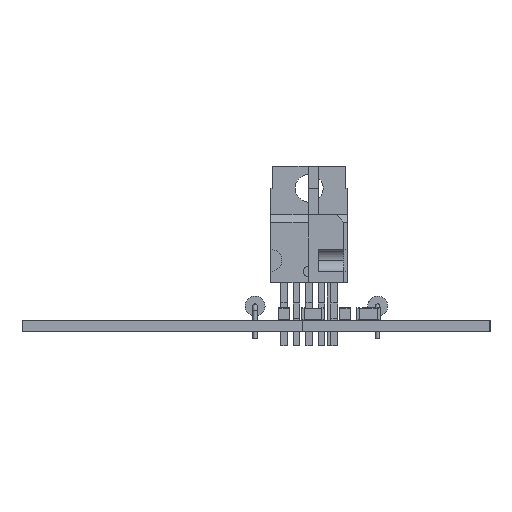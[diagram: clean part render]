
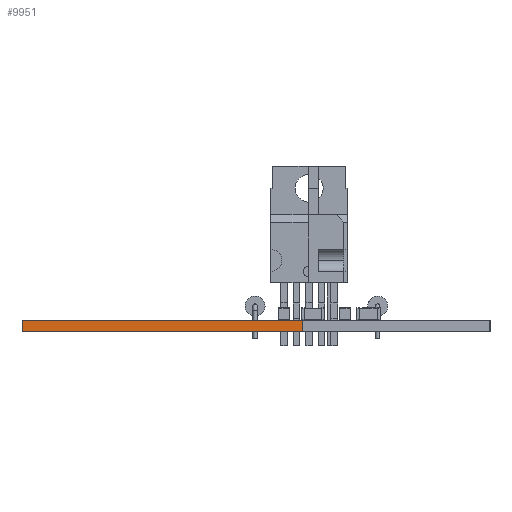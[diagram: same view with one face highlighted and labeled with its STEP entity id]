
A CAD part, left-side view. The second image highlights one B-rep face of the part: STEP entity #9951.
In plain terms, the highlighted planar face has unit normal (-1, 0, 0).
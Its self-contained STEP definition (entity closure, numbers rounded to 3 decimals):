
#9770 = PLANE('',#9771);
#9771 = AXIS2_PLACEMENT_3D('',#9772,#9773,#9774);
#9772 = CARTESIAN_POINT('',(127.,-25.4,0.));
#9773 = DIRECTION('',(0.,-1.,0.));
#9774 = DIRECTION('',(-1.,0.,0.));
#9795 = VERTEX_POINT('',#9796);
#9796 = CARTESIAN_POINT('',(25.4,-25.4,1.6));
#9810 = PLANE('',#9811);
#9811 = AXIS2_PLACEMENT_3D('',#9812,#9813,#9814);
#9812 = CARTESIAN_POINT('',(76.2,-57.15,1.6));
#9813 = DIRECTION('',(0.,0.,1.));
#9814 = DIRECTION('',(1.,0.,0.));
#9822 = EDGE_CURVE('',#9823,#9795,#9825,.T.);
#9823 = VERTEX_POINT('',#9824);
#9824 = CARTESIAN_POINT('',(25.4,-25.4,0.));
#9825 = SURFACE_CURVE('',#9826,(#9830,#9837),.PCURVE_S1.);
#9826 = LINE('',#9827,#9828);
#9827 = CARTESIAN_POINT('',(25.4,-25.4,0.));
#9828 = VECTOR('',#9829,1.);
#9829 = DIRECTION('',(0.,0.,1.));
#9830 = PCURVE('',#9770,#9831);
#9831 = DEFINITIONAL_REPRESENTATION('',(#9832),#9836);
#9832 = LINE('',#9833,#9834);
#9833 = CARTESIAN_POINT('',(101.6,0.));
#9834 = VECTOR('',#9835,1.);
#9835 = DIRECTION('',(0.,-1.));
#9836 = ( GEOMETRIC_REPRESENTATION_CONTEXT(2) 
PARAMETRIC_REPRESENTATION_CONTEXT() REPRESENTATION_CONTEXT('2D SPACE',''
  ) );
#9837 = PCURVE('',#9838,#9843);
#9838 = PLANE('',#9839);
#9839 = AXIS2_PLACEMENT_3D('',#9840,#9841,#9842);
#9840 = CARTESIAN_POINT('',(25.4,-25.4,0.));
#9841 = DIRECTION('',(1.,0.,0.));
#9842 = DIRECTION('',(0.,-1.,0.));
#9843 = DEFINITIONAL_REPRESENTATION('',(#9844),#9848);
#9844 = LINE('',#9845,#9846);
#9845 = CARTESIAN_POINT('',(0.,0.));
#9846 = VECTOR('',#9847,1.);
#9847 = DIRECTION('',(0.,-1.));
#9848 = ( GEOMETRIC_REPRESENTATION_CONTEXT(2) 
PARAMETRIC_REPRESENTATION_CONTEXT() REPRESENTATION_CONTEXT('2D SPACE',''
  ) );
#9864 = PLANE('',#9865);
#9865 = AXIS2_PLACEMENT_3D('',#9866,#9867,#9868);
#9866 = CARTESIAN_POINT('',(76.2,-57.15,0.));
#9867 = DIRECTION('',(0.,0.,1.));
#9868 = DIRECTION('',(1.,0.,0.));
#9951 = ADVANCED_FACE('',(#9952),#9838,.F.);
#9952 = FACE_BOUND('',#9953,.F.);
#9953 = EDGE_LOOP('',(#9954,#9955,#9978,#10006));
#9954 = ORIENTED_EDGE('',*,*,#9822,.T.);
#9955 = ORIENTED_EDGE('',*,*,#9956,.T.);
#9956 = EDGE_CURVE('',#9795,#9957,#9959,.T.);
#9957 = VERTEX_POINT('',#9958);
#9958 = CARTESIAN_POINT('',(25.4,-63.5,1.6));
#9959 = SURFACE_CURVE('',#9960,(#9964,#9971),.PCURVE_S1.);
#9960 = LINE('',#9961,#9962);
#9961 = CARTESIAN_POINT('',(25.4,-25.4,1.6));
#9962 = VECTOR('',#9963,1.);
#9963 = DIRECTION('',(0.,-1.,0.));
#9964 = PCURVE('',#9838,#9965);
#9965 = DEFINITIONAL_REPRESENTATION('',(#9966),#9970);
#9966 = LINE('',#9967,#9968);
#9967 = CARTESIAN_POINT('',(0.,-1.6));
#9968 = VECTOR('',#9969,1.);
#9969 = DIRECTION('',(1.,0.));
#9970 = ( GEOMETRIC_REPRESENTATION_CONTEXT(2) 
PARAMETRIC_REPRESENTATION_CONTEXT() REPRESENTATION_CONTEXT('2D SPACE',''
  ) );
#9971 = PCURVE('',#9810,#9972);
#9972 = DEFINITIONAL_REPRESENTATION('',(#9973),#9977);
#9973 = LINE('',#9974,#9975);
#9974 = CARTESIAN_POINT('',(-50.8,31.75));
#9975 = VECTOR('',#9976,1.);
#9976 = DIRECTION('',(0.,-1.));
#9977 = ( GEOMETRIC_REPRESENTATION_CONTEXT(2) 
PARAMETRIC_REPRESENTATION_CONTEXT() REPRESENTATION_CONTEXT('2D SPACE',''
  ) );
#9978 = ORIENTED_EDGE('',*,*,#9979,.F.);
#9979 = EDGE_CURVE('',#9980,#9957,#9982,.T.);
#9980 = VERTEX_POINT('',#9981);
#9981 = CARTESIAN_POINT('',(25.4,-63.5,0.));
#9982 = SURFACE_CURVE('',#9983,(#9987,#9994),.PCURVE_S1.);
#9983 = LINE('',#9984,#9985);
#9984 = CARTESIAN_POINT('',(25.4,-63.5,0.));
#9985 = VECTOR('',#9986,1.);
#9986 = DIRECTION('',(0.,0.,1.));
#9987 = PCURVE('',#9838,#9988);
#9988 = DEFINITIONAL_REPRESENTATION('',(#9989),#9993);
#9989 = LINE('',#9990,#9991);
#9990 = CARTESIAN_POINT('',(38.1,0.));
#9991 = VECTOR('',#9992,1.);
#9992 = DIRECTION('',(0.,-1.));
#9993 = ( GEOMETRIC_REPRESENTATION_CONTEXT(2) 
PARAMETRIC_REPRESENTATION_CONTEXT() REPRESENTATION_CONTEXT('2D SPACE',''
  ) );
#9994 = PCURVE('',#9995,#10000);
#9995 = PLANE('',#9996);
#9996 = AXIS2_PLACEMENT_3D('',#9997,#9998,#9999);
#9997 = CARTESIAN_POINT('',(25.4,-63.5,0.));
#9998 = DIRECTION('',(1.,0.,0.));
#9999 = DIRECTION('',(0.,-1.,0.));
#10000 = DEFINITIONAL_REPRESENTATION('',(#10001),#10005);
#10001 = LINE('',#10002,#10003);
#10002 = CARTESIAN_POINT('',(0.,0.));
#10003 = VECTOR('',#10004,1.);
#10004 = DIRECTION('',(0.,-1.));
#10005 = ( GEOMETRIC_REPRESENTATION_CONTEXT(2) 
PARAMETRIC_REPRESENTATION_CONTEXT() REPRESENTATION_CONTEXT('2D SPACE',''
  ) );
#10006 = ORIENTED_EDGE('',*,*,#10007,.F.);
#10007 = EDGE_CURVE('',#9823,#9980,#10008,.T.);
#10008 = SURFACE_CURVE('',#10009,(#10013,#10020),.PCURVE_S1.);
#10009 = LINE('',#10010,#10011);
#10010 = CARTESIAN_POINT('',(25.4,-25.4,0.));
#10011 = VECTOR('',#10012,1.);
#10012 = DIRECTION('',(0.,-1.,0.));
#10013 = PCURVE('',#9838,#10014);
#10014 = DEFINITIONAL_REPRESENTATION('',(#10015),#10019);
#10015 = LINE('',#10016,#10017);
#10016 = CARTESIAN_POINT('',(0.,0.));
#10017 = VECTOR('',#10018,1.);
#10018 = DIRECTION('',(1.,0.));
#10019 = ( GEOMETRIC_REPRESENTATION_CONTEXT(2) 
PARAMETRIC_REPRESENTATION_CONTEXT() REPRESENTATION_CONTEXT('2D SPACE',''
  ) );
#10020 = PCURVE('',#9864,#10021);
#10021 = DEFINITIONAL_REPRESENTATION('',(#10022),#10026);
#10022 = LINE('',#10023,#10024);
#10023 = CARTESIAN_POINT('',(-50.8,31.75));
#10024 = VECTOR('',#10025,1.);
#10025 = DIRECTION('',(0.,-1.));
#10026 = ( GEOMETRIC_REPRESENTATION_CONTEXT(2) 
PARAMETRIC_REPRESENTATION_CONTEXT() REPRESENTATION_CONTEXT('2D SPACE',''
  ) );
